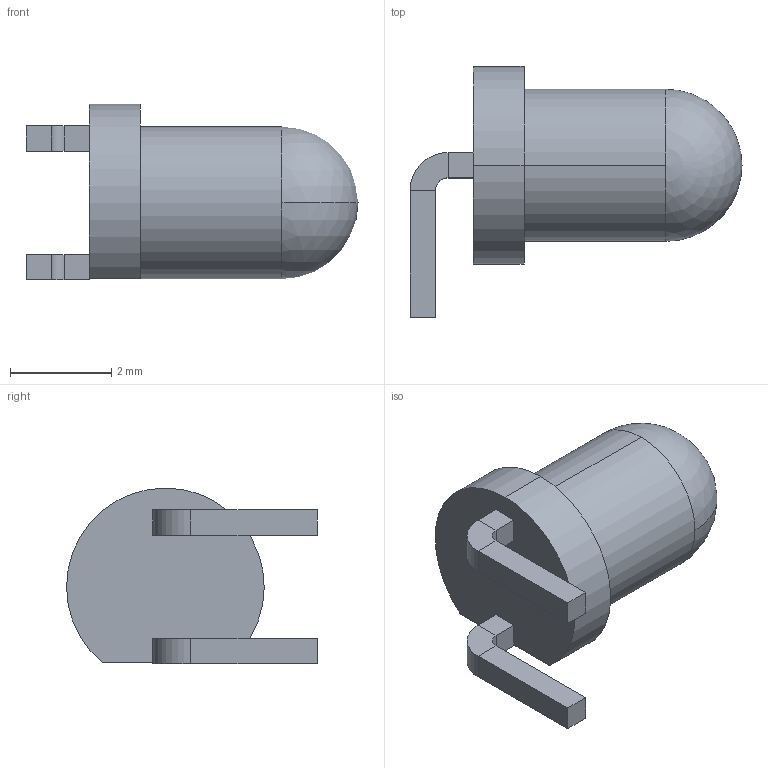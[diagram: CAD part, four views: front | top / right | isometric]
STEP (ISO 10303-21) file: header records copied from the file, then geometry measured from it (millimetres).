
FILE_DESCRIPTION (( 'STEP AP214' ), '1' );
FILE_NAME ('LED 3mm, Red, Thru-hole, Right Angle PCB-1mm.STEP', '2024-05-07T19:27:09', ( '' ), ( '' ), 'SwSTEP 2.0', 'SolidWorks 2021', '' );
FILE_SCHEMA (( 'AUTOMOTIVE_DESIGN' ));
Length unit declared in the file: millimetre
Products named in the file (1): LED 3mm, Red, Thru-hole, Right Angle PCB-1mm
Bounding box: 6.55 x 4.95 x 3.47 mm (x, y, z)
Volume: 39.9 mm3; surface area: 83 mm2
Topology: 1 solids, 1 shells, 36 faces, 82 edges, 47 vertices
Faces by surface type: plane 26, cylinder 8, sphere 2
Entity records: 1105 total; most frequent: DIRECTION 174, CARTESIAN_POINT 164, ORIENTED_EDGE 160, EDGE_CURVE 80, VECTOR 60, LINE 60, AXIS2_PLACEMENT_3D 57, VERTEX_POINT 47
